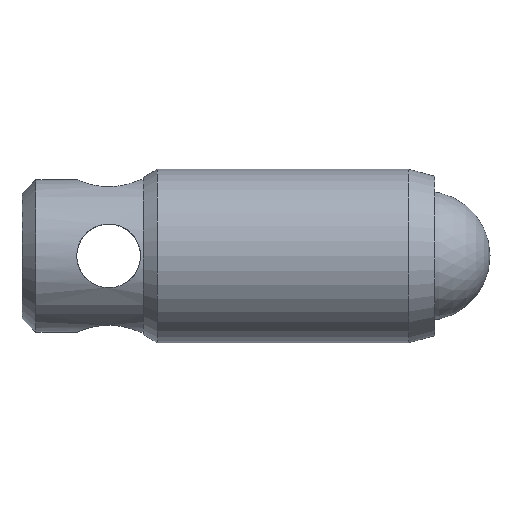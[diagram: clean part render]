
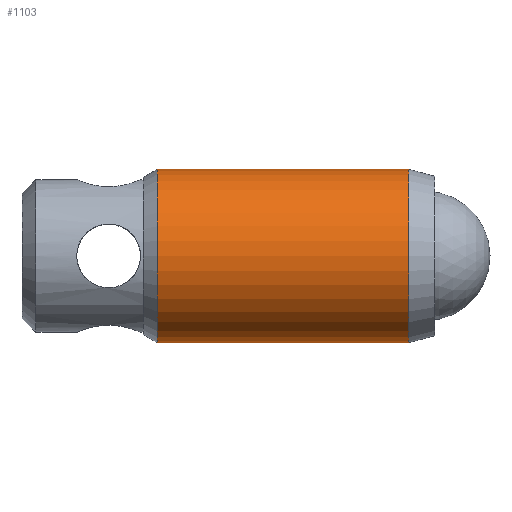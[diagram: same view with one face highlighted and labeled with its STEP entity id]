
A CAD part, top view. The second image highlights one B-rep face of the part: STEP entity #1103.
In plain terms, the highlighted cylindrical face has radius 3.175 mm (diameter 6.35 mm), a partial arc.
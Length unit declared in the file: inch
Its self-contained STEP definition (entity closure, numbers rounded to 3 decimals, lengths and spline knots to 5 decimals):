
#18 = VECTOR ( 'NONE', #1022, 39.37008 ) ;
#108 = VERTEX_POINT ( 'NONE', #1555 ) ;
#210 = FACE_OUTER_BOUND ( 'NONE', #1677, .T. ) ;
#307 = ORIENTED_EDGE ( 'NONE', *, *, #1821, .T. ) ;
#364 = DIRECTION ( 'NONE',  ( 1., 0., 0. ) ) ;
#409 = LINE ( 'NONE', #1328, #2115 ) ;
#475 = CYLINDRICAL_SURFACE ( 'NONE', #1390, 0.125 ) ;
#525 = CARTESIAN_POINT ( 'NONE',  ( -0.1425, -0.125, 0. ) ) ;
#586 = VERTEX_POINT ( 'NONE', #937 ) ;
#638 = CIRCLE ( 'NONE', #1727, 0.125 ) ;
#682 = EDGE_CURVE ( 'NONE', #1928, #2127, #689, .T. ) ;
#689 = CIRCLE ( 'NONE', #709, 0.125 ) ;
#693 = CARTESIAN_POINT ( 'NONE',  ( 0.11117, -0.125, 0. ) ) ;
#709 = AXIS2_PLACEMENT_3D ( 'NONE', #915, #2103, #1078 ) ;
#782 = DIRECTION ( 'NONE',  ( 1., 0., 0. ) ) ;
#840 = DIRECTION ( 'NONE',  ( 1., 0., 0. ) ) ;
#873 = EDGE_CURVE ( 'NONE', #1928, #108, #409, .T. ) ;
#915 = CARTESIAN_POINT ( 'NONE',  ( -0.1425, 0., 0. ) ) ;
#937 = CARTESIAN_POINT ( 'NONE',  ( 0.22018, -0.125, 0. ) ) ;
#1022 = DIRECTION ( 'NONE',  ( 1., 0., 0. ) ) ;
#1078 = DIRECTION ( 'NONE',  ( 0., 1., 0. ) ) ;
#1103 = ADVANCED_FACE ( 'NONE', ( #210 ), #475, .T. ) ;
#1168 = ORIENTED_EDGE ( 'NONE', *, *, #1662, .F. ) ;
#1328 = CARTESIAN_POINT ( 'NONE',  ( 0.11117, 0.125, 0. ) ) ;
#1360 = ORIENTED_EDGE ( 'NONE', *, *, #873, .F. ) ;
#1375 = DIRECTION ( 'NONE',  ( 0., 1., 0. ) ) ;
#1390 = AXIS2_PLACEMENT_3D ( 'NONE', #1882, #364, #1375 ) ;
#1555 = CARTESIAN_POINT ( 'NONE',  ( 0.22018, 0.125, 0. ) ) ;
#1662 = EDGE_CURVE ( 'NONE', #108, #586, #638, .T. ) ;
#1677 = EDGE_LOOP ( 'NONE', ( #1739, #307, #1168, #1360 ) ) ;
#1727 = AXIS2_PLACEMENT_3D ( 'NONE', #1786, #782, #1952 ) ;
#1739 = ORIENTED_EDGE ( 'NONE', *, *, #682, .T. ) ;
#1786 = CARTESIAN_POINT ( 'NONE',  ( 0.22018, 0., 0. ) ) ;
#1789 = LINE ( 'NONE', #693, #18 ) ;
#1821 = EDGE_CURVE ( 'NONE', #2127, #586, #1789, .T. ) ;
#1882 = CARTESIAN_POINT ( 'NONE',  ( 0.11117, 0., 0. ) ) ;
#1928 = VERTEX_POINT ( 'NONE', #2136 ) ;
#1952 = DIRECTION ( 'NONE',  ( 0., 1., 0. ) ) ;
#2103 = DIRECTION ( 'NONE',  ( 1., 0., 0. ) ) ;
#2115 = VECTOR ( 'NONE', #840, 39.37008 ) ;
#2127 = VERTEX_POINT ( 'NONE', #525 ) ;
#2136 = CARTESIAN_POINT ( 'NONE',  ( -0.1425, 0.125, 0. ) ) ;
